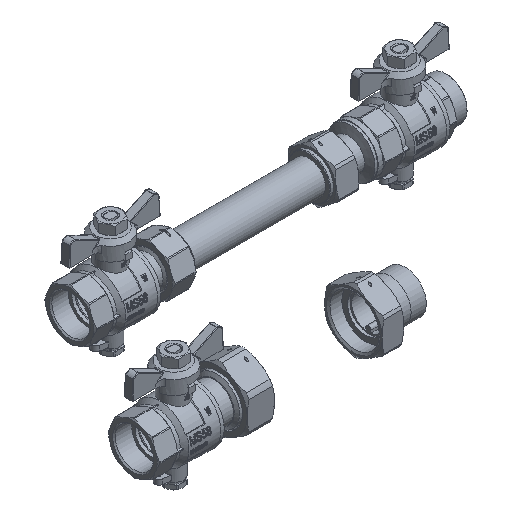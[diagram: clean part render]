
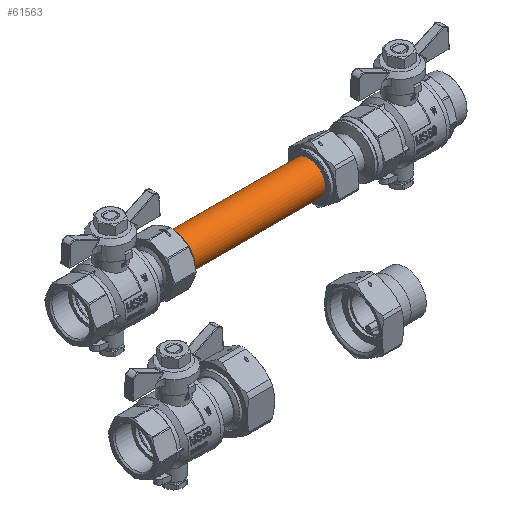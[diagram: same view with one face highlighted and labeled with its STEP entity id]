
A CAD part, isometric view. The second image highlights one B-rep face of the part: STEP entity #61563.
In plain terms, the highlighted cylindrical face has radius 13 mm (diameter 26 mm), a full revolution.
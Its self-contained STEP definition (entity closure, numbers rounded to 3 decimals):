
#15545=ORIENTED_EDGE('',*,*,#34985,.F.);
#15546=ORIENTED_EDGE('',*,*,#34986,.T.);
#34985=EDGE_CURVE('',#44705,#44705,#51267,.T.);
#34986=EDGE_CURVE('',#44706,#44706,#51268,.T.);
#44705=VERTEX_POINT('',#97197);
#44706=VERTEX_POINT('',#97199);
#51267=CIRCLE('',#66197,13.);
#51268=CIRCLE('',#66198,13.);
#52773=EDGE_LOOP('',(#15545));
#52774=EDGE_LOOP('',(#15546));
#56944=FACE_BOUND('',#52773,.T.);
#56945=FACE_BOUND('',#52774,.T.);
#61118=CYLINDRICAL_SURFACE('',#66196,13.);
#61563=ADVANCED_FACE('',(#56944,#56945),#61118,.T.);
#66196=AXIS2_PLACEMENT_3D('',#97195,#75271,#75272);
#66197=AXIS2_PLACEMENT_3D('',#97196,#75273,#75274);
#66198=AXIS2_PLACEMENT_3D('',#97198,#75275,#75276);
#75271=DIRECTION('',(-1.,0.,0.));
#75272=DIRECTION('',(0.,1.,0.));
#75273=DIRECTION('',(-1.,0.,0.));
#75274=DIRECTION('',(0.,1.,0.));
#75275=DIRECTION('',(-1.,0.,0.));
#75276=DIRECTION('',(0.,1.,0.));
#97195=CARTESIAN_POINT('',(48.55,0.,-11.));
#97196=CARTESIAN_POINT('',(48.8,0.,-11.));
#97197=CARTESIAN_POINT('',(48.8,13.,-11.));
#97198=CARTESIAN_POINT('',(154.821,0.,-11.));
#97199=CARTESIAN_POINT('',(154.821,13.,-11.));
